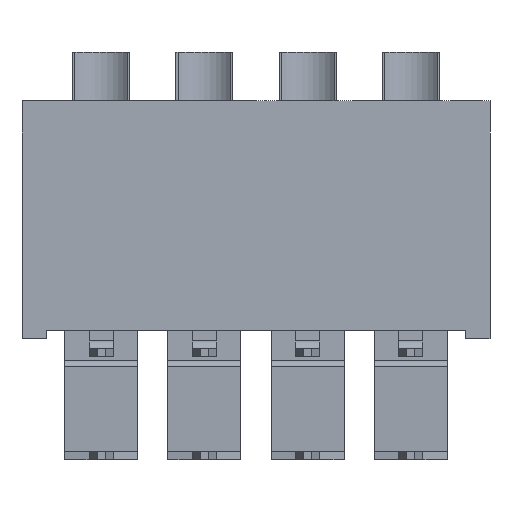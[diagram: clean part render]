
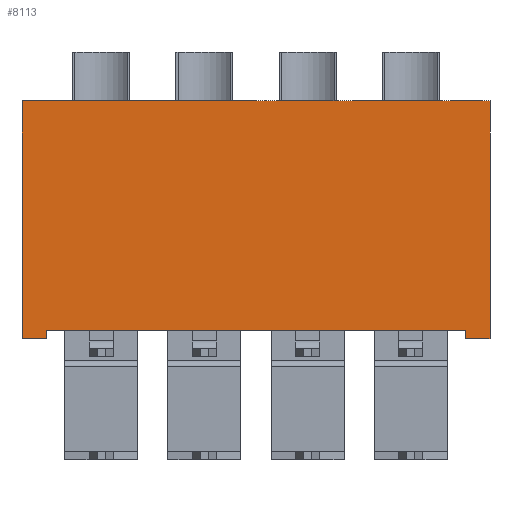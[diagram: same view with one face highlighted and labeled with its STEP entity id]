
A CAD part, front view. The second image highlights one B-rep face of the part: STEP entity #8113.
In plain terms, the highlighted planar face has unit normal (0, -1, 0).
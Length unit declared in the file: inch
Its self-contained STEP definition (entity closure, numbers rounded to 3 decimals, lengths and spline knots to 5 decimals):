
#289=FACE_OUTER_BOUND('',#722,.T.);
#722=EDGE_LOOP('',(#5190,#5191,#5192,#5193,#5194,#5195,#5196,#5197));
#1213=LINE('',#11032,#2207);
#1220=LINE('',#11046,#2214);
#1243=LINE('',#11091,#2237);
#1246=LINE('',#11096,#2240);
#1257=LINE('',#11116,#2251);
#1258=LINE('',#11118,#2252);
#1259=LINE('',#11120,#2253);
#1260=LINE('',#11121,#2254);
#2207=VECTOR('',#9086,0.3937);
#2214=VECTOR('',#9095,0.3937);
#2237=VECTOR('',#9128,0.3937);
#2240=VECTOR('',#9133,0.3937);
#2251=VECTOR('',#9158,0.3937);
#2252=VECTOR('',#9159,0.3937);
#2253=VECTOR('',#9160,0.3937);
#2254=VECTOR('',#9161,0.3937);
#3192=VERTEX_POINT('',#11029);
#3193=VERTEX_POINT('',#11031);
#3198=VERTEX_POINT('',#11043);
#3199=VERTEX_POINT('',#11045);
#3215=VERTEX_POINT('',#11088);
#3216=VERTEX_POINT('',#11090);
#3220=VERTEX_POINT('',#11117);
#3221=VERTEX_POINT('',#11119);
#3959=EDGE_CURVE('',#3193,#3192,#1213,.T.);
#3966=EDGE_CURVE('',#3199,#3198,#1220,.T.);
#3989=EDGE_CURVE('',#3216,#3215,#1243,.T.);
#3992=EDGE_CURVE('',#3215,#3199,#1246,.T.);
#4003=EDGE_CURVE('',#3193,#3198,#1257,.T.);
#4004=EDGE_CURVE('',#3220,#3192,#1258,.T.);
#4005=EDGE_CURVE('',#3220,#3221,#1259,.T.);
#4006=EDGE_CURVE('',#3216,#3221,#1260,.T.);
#5190=ORIENTED_EDGE('',*,*,#3989,.T.);
#5191=ORIENTED_EDGE('',*,*,#3992,.T.);
#5192=ORIENTED_EDGE('',*,*,#3966,.T.);
#5193=ORIENTED_EDGE('',*,*,#4003,.F.);
#5194=ORIENTED_EDGE('',*,*,#3959,.T.);
#5195=ORIENTED_EDGE('',*,*,#4004,.F.);
#5196=ORIENTED_EDGE('',*,*,#4005,.T.);
#5197=ORIENTED_EDGE('',*,*,#4006,.F.);
#7326=PLANE('',#8566);
#8113=ADVANCED_FACE('',(#289),#7326,.T.);
#8566=AXIS2_PLACEMENT_3D('',#11115,#9156,#9157);
#9086=DIRECTION('',(0.,0.,1.));
#9095=DIRECTION('',(0.,0.,-1.));
#9128=DIRECTION('',(0.,0.,1.));
#9133=DIRECTION('',(1.,0.,0.));
#9156=DIRECTION('center_axis',(0.,-1.,0.));
#9157=DIRECTION('ref_axis',(0.,0.,-1.));
#9158=DIRECTION('',(-1.,0.,0.));
#9159=DIRECTION('',(1.,0.,0.));
#9160=DIRECTION('',(0.,0.,-1.));
#9161=DIRECTION('',(-1.,0.,0.));
#11029=CARTESIAN_POINT('',(0.22677,-0.19488,0.11516));
#11031=CARTESIAN_POINT('',(0.22677,-0.19488,-0.11516));
#11032=CARTESIAN_POINT('',(0.22677,-0.19488,-0.11516));
#11043=CARTESIAN_POINT('',(0.20315,-0.19488,-0.11516));
#11045=CARTESIAN_POINT('',(0.20315,-0.19488,-0.10728));
#11046=CARTESIAN_POINT('',(0.20315,-0.19488,-0.11516));
#11088=CARTESIAN_POINT('',(-0.20315,-0.19488,-0.10728));
#11090=CARTESIAN_POINT('',(-0.20315,-0.19488,-0.11516));
#11091=CARTESIAN_POINT('',(-0.20315,-0.19488,-0.11516));
#11096=CARTESIAN_POINT('',(0.,-0.19488,-0.10728));
#11115=CARTESIAN_POINT('Origin',(0.,-0.19488,-0.11516));
#11116=CARTESIAN_POINT('',(0.,-0.19488,-0.11516));
#11117=CARTESIAN_POINT('',(-0.22677,-0.19488,0.11516));
#11118=CARTESIAN_POINT('',(0.,-0.19488,0.11516));
#11119=CARTESIAN_POINT('',(-0.22677,-0.19488,-0.11516));
#11120=CARTESIAN_POINT('',(-0.22677,-0.19488,-0.11516));
#11121=CARTESIAN_POINT('',(0.,-0.19488,-0.11516));
